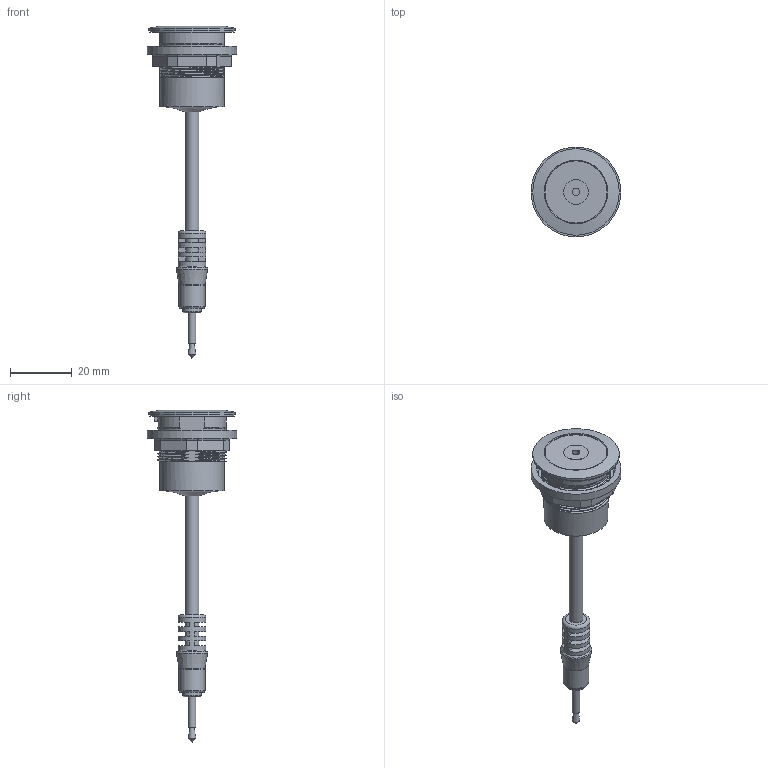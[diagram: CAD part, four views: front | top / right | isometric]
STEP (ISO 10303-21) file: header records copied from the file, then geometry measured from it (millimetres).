
FILE_DESCRIPTION(/* description */ (''),/* implementation_level */ '2;1');
FILE_NAME(/* name */ 'RRJ_KL2,5_...CM.stp',/* time_stamp */ '2016-03-11T09:21:43+01:00',/* author */ ('mharscher'),/* organization */ (''),/* preprocessor_version */ 'ST-DEVELOPER v15.2',/* originating_system */ 'Autodesk Inventor 2014',/* authorisation */ '');
FILE_SCHEMA (('CONFIG_CONTROL_DESIGN'));
Length unit declared in the file: centimetre
Products named in the file (1): RRJ_KL2,5_...CM
Bounding box: 29 x 29 x 107.1 mm (x, y, z)
Volume: 12547 mm3; surface area: 6594.7 mm2
Topology: 1 solids, 1 shells, 219 faces, 623 edges, 411 vertices
Faces by surface type: plane 70, bspline 69, cylinder 63, torus 10, cone 7
Full cylindrical faces by diameter (mm): 2.5 x2, 4.5 x1, 6 x1, 8 x1, 8.4 x1, 9 x1, 20.05 x1, 20.7 x1, 22.6 x1, 25.35 x1, 27.4 x1, 27.9 x1, 29 x1
Entity records: 13699 total; most frequent: CARTESIAN_POINT 8769, ORIENTED_EDGE 1188, DIRECTION 706, EDGE_CURVE 594, VERTEX_POINT 409, B_SPLINE_CURVE_WITH_KNOTS 296, EDGE_LOOP 269, AXIS2_PLACEMENT_3D 262
